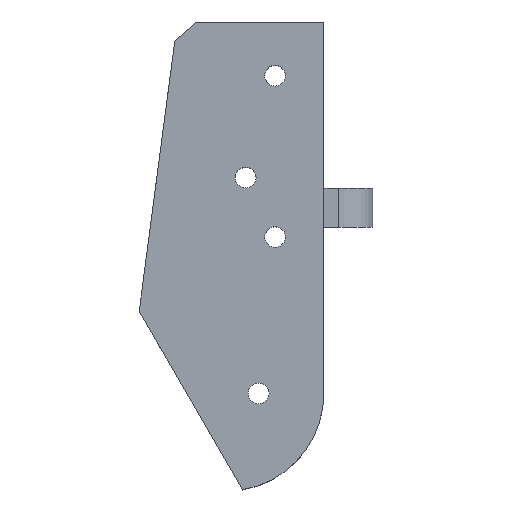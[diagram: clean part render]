
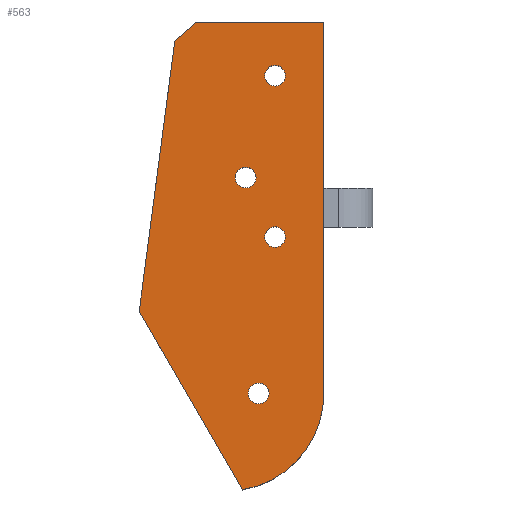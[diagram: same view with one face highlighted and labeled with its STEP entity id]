
A CAD part, top view. The second image highlights one B-rep face of the part: STEP entity #563.
In plain terms, the highlighted planar face has unit normal (0, 0, 1).
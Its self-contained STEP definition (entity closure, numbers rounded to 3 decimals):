
#21=FACE_BOUND('',#94,.T.);
#22=FACE_BOUND('',#95,.T.);
#23=FACE_BOUND('',#96,.T.);
#24=FACE_BOUND('',#97,.T.);
#38=PLANE('',#621);
#60=FACE_OUTER_BOUND('',#93,.T.);
#93=EDGE_LOOP('',(#428,#429,#430,#431,#432,#433));
#94=EDGE_LOOP('',(#434));
#95=EDGE_LOOP('',(#435));
#96=EDGE_LOOP('',(#436));
#97=EDGE_LOOP('',(#437));
#142=LINE('',#867,#200);
#144=LINE('',#873,#202);
#145=LINE('',#875,#203);
#146=LINE('',#877,#204);
#147=LINE('',#878,#205);
#200=VECTOR('',#705,10.);
#202=VECTOR('',#711,10.);
#203=VECTOR('',#712,10.);
#204=VECTOR('',#713,10.);
#205=VECTOR('',#714,10.);
#244=CIRCLE('',#622,10.);
#245=CIRCLE('',#623,1.063);
#246=CIRCLE('',#624,1.063);
#247=CIRCLE('',#625,1.063);
#248=CIRCLE('',#626,1.063);
#276=VERTEX_POINT('',#864);
#277=VERTEX_POINT('',#866);
#278=VERTEX_POINT('',#870);
#279=VERTEX_POINT('',#872);
#280=VERTEX_POINT('',#874);
#281=VERTEX_POINT('',#876);
#282=VERTEX_POINT('',#879);
#283=VERTEX_POINT('',#881);
#284=VERTEX_POINT('',#883);
#285=VERTEX_POINT('',#885);
#334=EDGE_CURVE('',#277,#276,#142,.T.);
#336=EDGE_CURVE('',#278,#276,#244,.T.);
#337=EDGE_CURVE('',#278,#279,#144,.T.);
#338=EDGE_CURVE('',#279,#280,#145,.T.);
#339=EDGE_CURVE('',#281,#280,#146,.T.);
#340=EDGE_CURVE('',#281,#277,#147,.T.);
#341=EDGE_CURVE('',#282,#282,#245,.T.);
#342=EDGE_CURVE('',#283,#283,#246,.T.);
#343=EDGE_CURVE('',#284,#284,#247,.T.);
#344=EDGE_CURVE('',#285,#285,#248,.T.);
#428=ORIENTED_EDGE('',*,*,#334,.T.);
#429=ORIENTED_EDGE('',*,*,#336,.F.);
#430=ORIENTED_EDGE('',*,*,#337,.T.);
#431=ORIENTED_EDGE('',*,*,#338,.T.);
#432=ORIENTED_EDGE('',*,*,#339,.F.);
#433=ORIENTED_EDGE('',*,*,#340,.T.);
#434=ORIENTED_EDGE('',*,*,#341,.T.);
#435=ORIENTED_EDGE('',*,*,#342,.T.);
#436=ORIENTED_EDGE('',*,*,#343,.T.);
#437=ORIENTED_EDGE('',*,*,#344,.T.);
#563=ADVANCED_FACE('',(#60,#21,#22,#23,#24),#38,.T.);
#621=AXIS2_PLACEMENT_3D('',#869,#707,#708);
#622=AXIS2_PLACEMENT_3D('',#871,#709,#710);
#623=AXIS2_PLACEMENT_3D('',#880,#715,#716);
#624=AXIS2_PLACEMENT_3D('',#882,#717,#718);
#625=AXIS2_PLACEMENT_3D('',#884,#719,#720);
#626=AXIS2_PLACEMENT_3D('',#886,#721,#722);
#705=DIRECTION('',(0.5,-0.866,0.));
#707=DIRECTION('center_axis',(0.,0.,1.));
#708=DIRECTION('ref_axis',(1.,0.,0.));
#709=DIRECTION('center_axis',(0.,0.,-1.));
#710=DIRECTION('ref_axis',(-1.,0.,0.));
#711=DIRECTION('',(0.,1.,0.));
#712=DIRECTION('',(-1.,0.,0.));
#713=DIRECTION('',(0.752,0.659,0.));
#714=DIRECTION('',(-0.13,-0.991,0.));
#715=DIRECTION('center_axis',(0.,0.,-1.));
#716=DIRECTION('ref_axis',(1.,0.,0.));
#717=DIRECTION('center_axis',(0.,0.,-1.));
#718=DIRECTION('ref_axis',(1.,0.,0.));
#719=DIRECTION('center_axis',(0.,0.,-1.));
#720=DIRECTION('ref_axis',(1.,0.,0.));
#721=DIRECTION('center_axis',(0.,0.,-1.));
#722=DIRECTION('ref_axis',(1.,0.,0.));
#864=CARTESIAN_POINT('',(1.667,-28.86,14.));
#866=CARTESIAN_POINT('',(-8.891,-10.573,14.));
#867=CARTESIAN_POINT('',(-10.069,-8.533,14.));
#869=CARTESIAN_POINT('Origin',(0.,0.,14.));
#870=CARTESIAN_POINT('',(10.,-19.,14.));
#871=CARTESIAN_POINT('Origin',(0.,-19.,14.));
#872=CARTESIAN_POINT('',(10.,19.,14.));
#873=CARTESIAN_POINT('',(10.,-19.,14.));
#874=CARTESIAN_POINT('',(-3.,19.,14.));
#875=CARTESIAN_POINT('',(10.,19.,14.));
#876=CARTESIAN_POINT('',(-5.261,17.017,14.));
#877=CARTESIAN_POINT('',(-7.427,15.118,14.));
#878=CARTESIAN_POINT('',(-5.,19.,14.));
#879=CARTESIAN_POINT('',(3.937,13.5,14.));
#880=CARTESIAN_POINT('Origin',(5.,13.5,14.));
#881=CARTESIAN_POINT('',(3.938,-3.,14.));
#882=CARTESIAN_POINT('Origin',(5.,-3.,14.));
#883=CARTESIAN_POINT('',(0.937,3.08,14.));
#884=CARTESIAN_POINT('Origin',(2.,3.08,14.));
#885=CARTESIAN_POINT('',(2.271,-19.,14.));
#886=CARTESIAN_POINT('Origin',(3.333,-19.,14.));
